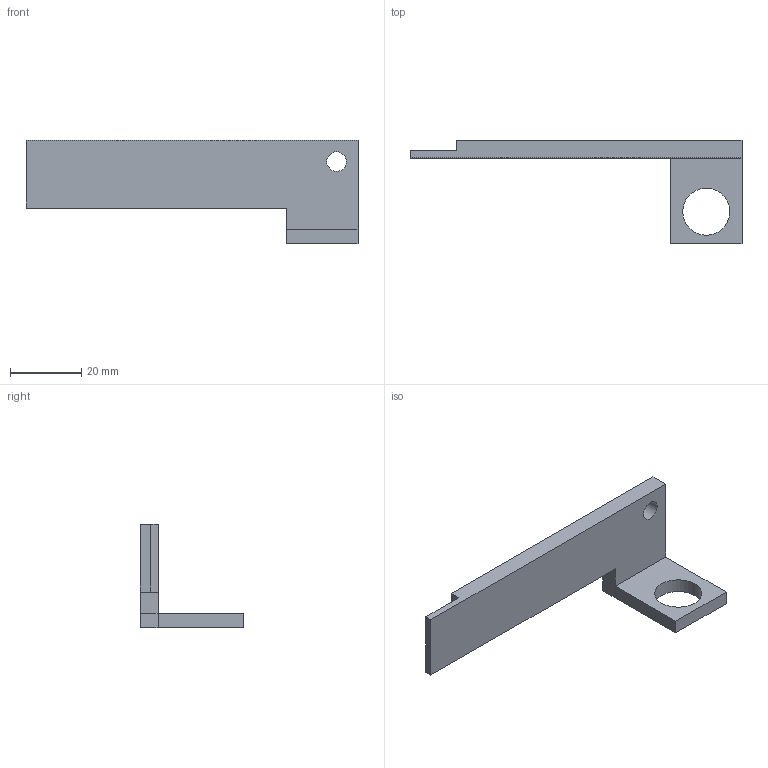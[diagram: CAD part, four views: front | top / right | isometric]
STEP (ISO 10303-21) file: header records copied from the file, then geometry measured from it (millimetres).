
FILE_DESCRIPTION(('FreeCAD Model'),'2;1');
FILE_NAME('LimitSwitchHolder_z-axis_2of2.step','2019-02-05T13:05:01',( 'Author'),(''),'Open CASCADE STEP processor 7.3','FreeCAD','Unknown' );
FILE_SCHEMA(('AUTOMOTIVE_DESIGN { 1 0 10303 214 1 1 1 1 }'));
Length unit declared in the file: millimetre
Products named in the file (1): Boolean001
Bounding box: 93 x 29 x 29 mm (x, y, z)
Volume: 10347.8 mm3; surface area: 6159.1 mm2
Topology: 1 solids, 1 shells, 24 faces, 54 edges, 32 vertices
Faces by surface type: plane 22, cylinder 2
Full cylindrical faces by diameter (mm): 5.5 x1, 13.2 x1
Entity records: 1382 total; most frequent: CARTESIAN_POINT 241, DIRECTION 209, LINE 150, VECTOR 150, ORIENTED_EDGE 108, PCURVE 108, DEFINITIONAL_REPRESENTATION 108, EDGE_CURVE 54
